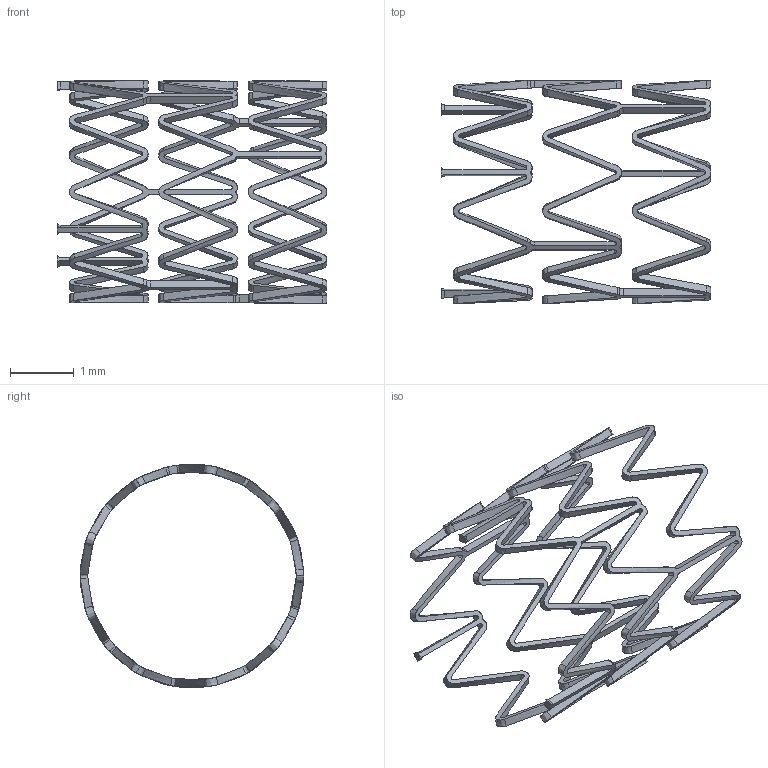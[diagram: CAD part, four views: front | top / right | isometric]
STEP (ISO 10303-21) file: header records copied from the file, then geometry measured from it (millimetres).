
FILE_DESCRIPTION(/* description */ (''),/* implementation_level */ '2;1');
FILE_NAME(/* name */ 'stant35.stp',/* time_stamp */ '2023-12-11T17:16:25+08:00',/* author */ ('CCPC5'),/* organization */ (''),/* preprocessor_version */ 'ST-DEVELOPER v19',/* originating_system */ 'Autodesk Inventor 2023',/* authorisation */ '');
FILE_SCHEMA (('AUTOMOTIVE_DESIGN { 1 0 10303 214 3 1 1 }'));
Length unit declared in the file: millimetre
Products named in the file (1): 零件1
Bounding box: 4.22 x 3.5 x 3.49 mm (x, y, z)
Volume: 0.8 mm3; surface area: 33.2 mm2
Topology: 1 solids, 1 shells, 317 faces, 957 edges, 688 vertices
Faces by surface type: bspline 276, plane 39, cylinder 2
Full cylindrical faces by diameter (mm): 3.26 x1, 3.5 x1
Entity records: 18690 total; most frequent: CARTESIAN_POINT 11951, ORIENTED_EDGE 1914, EDGE_CURVE 957, VERTEX_POINT 638, B_SPLINE_CURVE_WITH_KNOTS 560, DIRECTION 487, LINE 391, VECTOR 391
